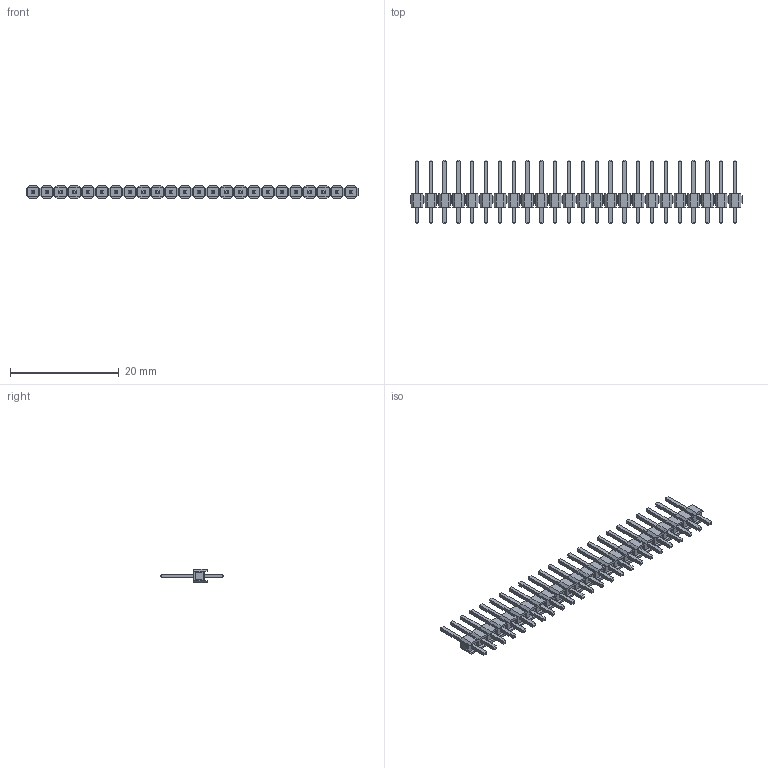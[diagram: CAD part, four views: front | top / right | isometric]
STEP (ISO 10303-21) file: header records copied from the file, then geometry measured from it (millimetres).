
FILE_DESCRIPTION (( 'STEP AP214' ), '1' );
FILE_NAME ('PLS-24.STEP', '2019-06-30T19:26:47', ( '' ), ( '' ), 'SwSTEP 2.0', 'SolidWorks 2018', '' );
FILE_SCHEMA (( 'AUTOMOTIVE_DESIGN' ));
Length unit declared in the file: millimetre
Products named in the file (1): PLS-24
Bounding box: 60.96 x 11.64 x 2.54 mm (x, y, z)
Volume: 369.5 mm3; surface area: 1389 mm2
Topology: 24 solids, 24 shells, 1008 faces, 2304 edges, 1440 vertices
Faces by surface type: plane 1008
Entity records: 38693 total; most frequent: CARTESIAN_POINT 4753, ORIENTED_EDGE 4608, DIRECTION 4322, LINE 2304, VECTOR 2304, EDGE_CURVE 2304, VERTEX_POINT 1440, EDGE_LOOP 1104
